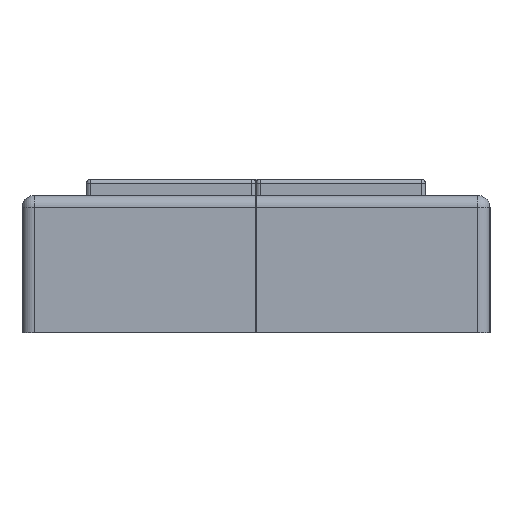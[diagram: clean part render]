
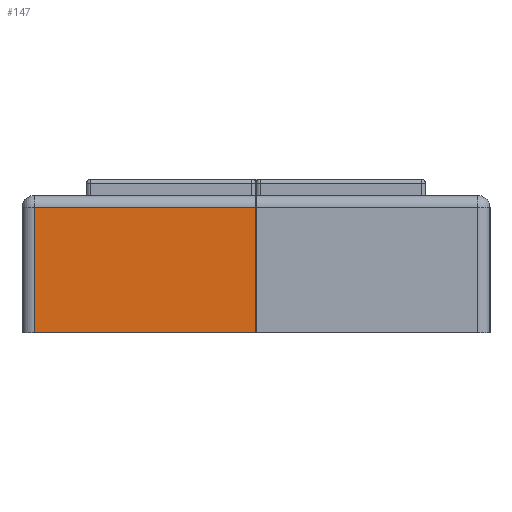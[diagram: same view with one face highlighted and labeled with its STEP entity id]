
A CAD part, left-side view. The second image highlights one B-rep face of the part: STEP entity #147.
In plain terms, the highlighted planar face has unit normal (-1, 0, 0).
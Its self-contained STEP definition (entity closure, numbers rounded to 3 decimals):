
#147=ADVANCED_FACE('NONE',(#548),#549,.F.);
#548=FACE_OUTER_BOUND('',#1344,.T.);
#549=PLANE('',#1345);
#1344=EDGE_LOOP('',(#2256,#2257,#2258,#2259));
#1345=AXIS2_PLACEMENT_3D('',#2260,#2261,#2262);
#2256=ORIENTED_EDGE('',*,*,#5074,.T.);
#2257=ORIENTED_EDGE('',*,*,#5075,.T.);
#2258=ORIENTED_EDGE('',*,*,#5076,.T.);
#2259=ORIENTED_EDGE('',*,*,#5077,.T.);
#2260=CARTESIAN_POINT('',(-73.5,29.0,8.5));
#2261=DIRECTION('',(1.0,0.,0.));
#2262=DIRECTION('',(0.0,1.0,0.));
#5074=EDGE_CURVE('NONE',#6046,#6047,#6048,.T.);
#5075=EDGE_CURVE('NONE',#6047,#6049,#6050,.T.);
#5076=EDGE_CURVE('NONE',#6049,#6051,#6052,.T.);
#5077=EDGE_CURVE('NONE',#6051,#6046,#6053,.T.);
#6046=VERTEX_POINT('NONE',#7544);
#6047=VERTEX_POINT('NONE',#7545);
#6048=LINE('',#7546,#7547);
#6049=VERTEX_POINT('NONE',#7548);
#6050=LINE('',#7549,#7550);
#6051=VERTEX_POINT('NONE',#7551);
#6052=LINE('',#7552,#7553);
#6053=LINE('',#7554,#7555);
#7544=CARTESIAN_POINT('',(-73.5,27.5,-8.5));
#7545=CARTESIAN_POINT('',(-73.5,0.005,-8.5));
#7546=CARTESIAN_POINT('',(-73.5,29.0,-8.5));
#7547=VECTOR('',#9826,1000.0);
#7548=CARTESIAN_POINT('',(-73.5,0.005,7.0));
#7549=CARTESIAN_POINT('',(-73.5,0.005,-8.5));
#7550=VECTOR('',#9827,1000.0);
#7551=CARTESIAN_POINT('',(-73.5,27.5,7.0));
#7552=CARTESIAN_POINT('',(-73.5,29.0,7.0));
#7553=VECTOR('',#9828,1000.0);
#7554=CARTESIAN_POINT('',(-73.5,27.5,8.5));
#7555=VECTOR('',#9829,1000.0);
#9826=DIRECTION('',(0.,-1.0,0.0));
#9827=DIRECTION('',(-0.0,-0.0,1.0));
#9828=DIRECTION('',(0.,1.0,-0.0));
#9829=DIRECTION('',(0.0,0.0,-1.0));
